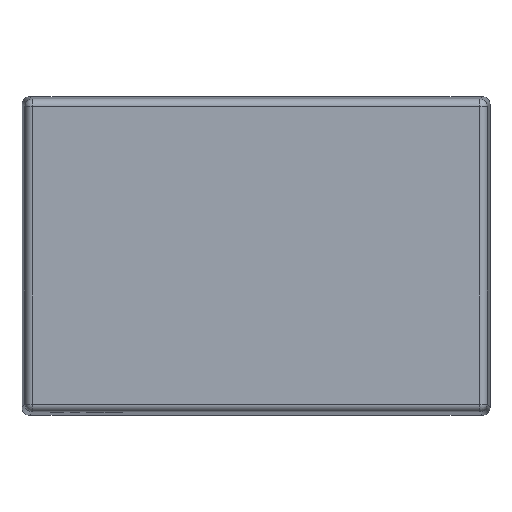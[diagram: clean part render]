
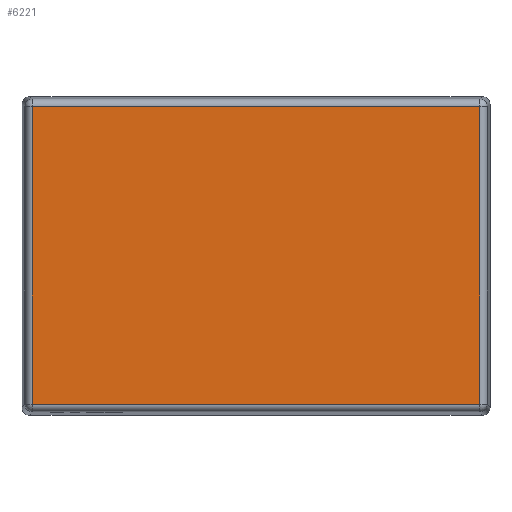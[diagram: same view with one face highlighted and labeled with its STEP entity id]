
A CAD part, top view. The second image highlights one B-rep face of the part: STEP entity #6221.
In plain terms, the highlighted planar face has unit normal (0, 0, 1).
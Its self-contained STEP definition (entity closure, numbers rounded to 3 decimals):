
#482=FACE_OUTER_BOUND('',#834,.T.);
#834=EDGE_LOOP('',(#4965,#4966,#4967,#4968));
#1463=LINE('',#10078,#2164);
#1467=LINE('',#10098,#2168);
#1469=LINE('',#10101,#2170);
#1471=LINE('',#10104,#2172);
#2164=VECTOR('',#7637,10.);
#2168=VECTOR('',#7663,10.);
#2170=VECTOR('',#7667,10.);
#2172=VECTOR('',#7671,10.);
#2821=VERTEX_POINT('',#10060);
#2823=VERTEX_POINT('',#10069);
#2826=VERTEX_POINT('',#10081);
#2829=VERTEX_POINT('',#10091);
#3573=EDGE_CURVE('',#2821,#2823,#1463,.T.);
#3583=EDGE_CURVE('',#2823,#2829,#1467,.T.);
#3585=EDGE_CURVE('',#2829,#2826,#1469,.T.);
#3587=EDGE_CURVE('',#2826,#2821,#1471,.T.);
#4965=ORIENTED_EDGE('',*,*,#3573,.F.);
#4966=ORIENTED_EDGE('',*,*,#3587,.F.);
#4967=ORIENTED_EDGE('',*,*,#3585,.F.);
#4968=ORIENTED_EDGE('',*,*,#3583,.F.);
#5841=PLANE('',#6702);
#6221=ADVANCED_FACE('',(#482),#5841,.T.);
#6702=AXIS2_PLACEMENT_3D('',#10107,#7676,#7677);
#7637=DIRECTION('',(0.,-1.,0.));
#7663=DIRECTION('',(-1.,0.,0.));
#7667=DIRECTION('',(0.,1.,0.));
#7671=DIRECTION('',(1.,0.,0.));
#7676=DIRECTION('center_axis',(0.,0.,1.));
#7677=DIRECTION('ref_axis',(1.,0.,0.));
#10060=CARTESIAN_POINT('',(15.194,10.234,11.3));
#10069=CARTESIAN_POINT('',(15.194,0.346,11.3));
#10078=CARTESIAN_POINT('',(15.194,7.935,11.3));
#10081=CARTESIAN_POINT('',(0.346,10.234,11.3));
#10091=CARTESIAN_POINT('',(0.346,0.346,11.3));
#10098=CARTESIAN_POINT('',(11.655,0.346,11.3));
#10101=CARTESIAN_POINT('',(0.346,2.645,11.3));
#10104=CARTESIAN_POINT('',(3.885,10.234,11.3));
#10107=CARTESIAN_POINT('Origin',(7.77,5.29,11.3));
